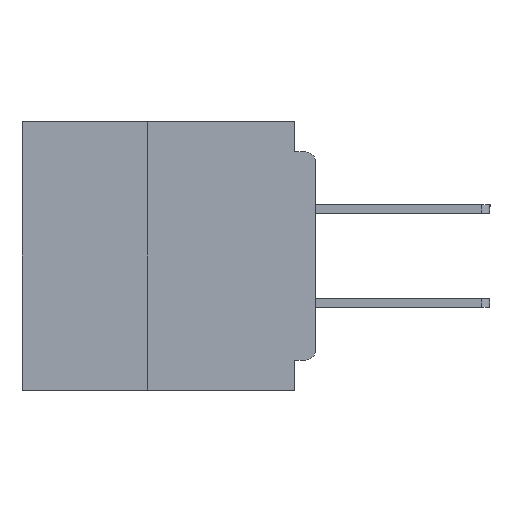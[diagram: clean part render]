
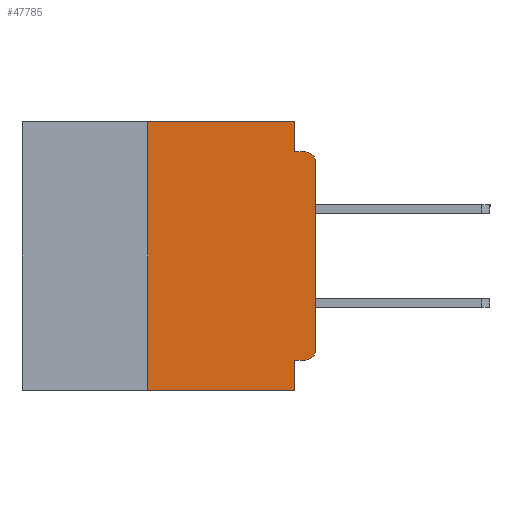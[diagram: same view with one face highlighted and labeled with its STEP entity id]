
A CAD part, left-side view. The second image highlights one B-rep face of the part: STEP entity #47785.
In plain terms, the highlighted planar face has unit normal (-1, 0, 0).
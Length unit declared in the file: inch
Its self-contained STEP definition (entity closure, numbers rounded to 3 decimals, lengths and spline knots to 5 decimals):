
#1699 = DIRECTION ( 'NONE',  ( -1., 0., 0. ) ) ;
#2098 = CARTESIAN_POINT ( 'NONE',  ( 0., 0.437, 0. ) ) ;
#2820 = CARTESIAN_POINT ( 'NONE',  ( 0., 0.25, -0.4 ) ) ;
#3293 = ORIENTED_EDGE ( 'NONE', *, *, #12840, .F. ) ;
#3853 = ORIENTED_EDGE ( 'NONE', *, *, #52617, .F. ) ;
#4267 = CARTESIAN_POINT ( 'NONE',  ( 0., 0.25, -0.4 ) ) ;
#4818 = VECTOR ( 'NONE', #66710, 39.37008 ) ;
#5111 = CARTESIAN_POINT ( 'NONE',  ( 0., 0., -0.355 ) ) ;
#6409 = VERTEX_POINT ( 'NONE', #11318 ) ;
#8158 = ORIENTED_EDGE ( 'NONE', *, *, #27361, .F. ) ;
#8975 = CARTESIAN_POINT ( 'NONE',  ( 0., 0., 0. ) ) ;
#9971 = VECTOR ( 'NONE', #39596, 39.37008 ) ;
#11318 = CARTESIAN_POINT ( 'NONE',  ( 0., 0.031, 0. ) ) ;
#11401 = FACE_OUTER_BOUND ( 'NONE', #37361, .T. ) ;
#11599 = CARTESIAN_POINT ( 'NONE',  ( 0., 0.437, 0. ) ) ;
#11689 = DIRECTION ( 'NONE',  ( -1., 0., 0. ) ) ;
#12840 = EDGE_CURVE ( 'NONE', #32195, #39552, #66840, .T. ) ;
#13346 = VERTEX_POINT ( 'NONE', #13644 ) ;
#13644 = CARTESIAN_POINT ( 'NONE',  ( 0., 0., -0.06 ) ) ;
#13700 = VERTEX_POINT ( 'NONE', #32319 ) ;
#14533 = VERTEX_POINT ( 'NONE', #55537 ) ;
#17365 = VECTOR ( 'NONE', #36572, 39.37008 ) ;
#18735 = LINE ( 'NONE', #8975, #4818 ) ;
#19644 = CARTESIAN_POINT ( 'NONE',  ( 0., 0.031, -0.045 ) ) ;
#21742 = VERTEX_POINT ( 'NONE', #31438 ) ;
#22083 = ORIENTED_EDGE ( 'NONE', *, *, #28803, .T. ) ;
#22095 = DIRECTION ( 'NONE',  ( 1., 0., 0. ) ) ;
#22910 = CIRCLE ( 'NONE', #65579, 0.015 ) ;
#22957 = LINE ( 'NONE', #55839, #47752 ) ;
#23088 = CIRCLE ( 'NONE', #46543, 0.015 ) ;
#24014 = DIRECTION ( 'NONE',  ( 0., -1., 0. ) ) ;
#24050 = LINE ( 'NONE', #2098, #62850 ) ;
#24524 = ORIENTED_EDGE ( 'NONE', *, *, #41991, .F. ) ;
#24744 = VECTOR ( 'NONE', #51549, 39.37008 ) ;
#25045 = LINE ( 'NONE', #32706, #65508 ) ;
#27361 = EDGE_CURVE ( 'NONE', #45730, #61948, #37914, .T. ) ;
#28073 = ORIENTED_EDGE ( 'NONE', *, *, #42942, .F. ) ;
#28803 = EDGE_CURVE ( 'NONE', #14533, #13346, #18735, .T. ) ;
#29665 = CARTESIAN_POINT ( 'NONE',  ( 0., 0.031, -0.4 ) ) ;
#30141 = CARTESIAN_POINT ( 'NONE',  ( 0., 0.25, 0. ) ) ;
#31438 = CARTESIAN_POINT ( 'NONE',  ( 0., 0.015, -0.355 ) ) ;
#32090 = ORIENTED_EDGE ( 'NONE', *, *, #47116, .T. ) ;
#32195 = VERTEX_POINT ( 'NONE', #19644 ) ;
#32319 = CARTESIAN_POINT ( 'NONE',  ( 0., 0.031, -0.355 ) ) ;
#32624 = CARTESIAN_POINT ( 'NONE',  ( 0., 0.031, -0.4 ) ) ;
#32706 = CARTESIAN_POINT ( 'NONE',  ( 0., 0.031, 0. ) ) ;
#33082 = CARTESIAN_POINT ( 'NONE',  ( 0., 0.015, -0.06 ) ) ;
#33301 = AXIS2_PLACEMENT_3D ( 'NONE', #11599, #22095, #58966 ) ;
#33688 = ORIENTED_EDGE ( 'NONE', *, *, #54607, .T. ) ;
#36572 = DIRECTION ( 'NONE',  ( 0., 1., 0. ) ) ;
#37361 = EDGE_LOOP ( 'NONE', ( #22083, #60190, #3293, #28073, #3853, #8158, #33688, #24524, #43926, #32090 ) ) ;
#37914 = LINE ( 'NONE', #2820, #9971 ) ;
#38453 = DIRECTION ( 'NONE',  ( 0., 0., -1. ) ) ;
#39552 = VERTEX_POINT ( 'NONE', #50599 ) ;
#39596 = DIRECTION ( 'NONE',  ( 0., 0., 1. ) ) ;
#41991 = EDGE_CURVE ( 'NONE', #13700, #50261, #54518, .T. ) ;
#42942 = EDGE_CURVE ( 'NONE', #6409, #32195, #25045, .T. ) ;
#43177 = CARTESIAN_POINT ( 'NONE',  ( 0., 0.015, -0.34 ) ) ;
#43926 = ORIENTED_EDGE ( 'NONE', *, *, #67977, .F. ) ;
#45730 = VERTEX_POINT ( 'NONE', #4267 ) ;
#46281 = CARTESIAN_POINT ( 'NONE',  ( 0., 0., -0.045 ) ) ;
#46543 = AXIS2_PLACEMENT_3D ( 'NONE', #33082, #1699, #38453 ) ;
#47116 = EDGE_CURVE ( 'NONE', #21742, #14533, #22910, .T. ) ;
#47752 = VECTOR ( 'NONE', #24014, 39.37008 ) ;
#47785 = ADVANCED_FACE ( 'NONE', ( #11401 ), #53696, .F. ) ;
#48488 = DIRECTION ( 'NONE',  ( 0., 0., -1. ) ) ;
#50261 = VERTEX_POINT ( 'NONE', #32624 ) ;
#50599 = CARTESIAN_POINT ( 'NONE',  ( 0., 0.015, -0.045 ) ) ;
#51549 = DIRECTION ( 'NONE',  ( 0., -1., 0. ) ) ;
#52617 = EDGE_CURVE ( 'NONE', #61948, #6409, #24050, .T. ) ;
#53696 = PLANE ( 'NONE',  #33301 ) ;
#53748 = EDGE_CURVE ( 'NONE', #13346, #39552, #23088, .T. ) ;
#54518 = LINE ( 'NONE', #29665, #65240 ) ;
#54607 = EDGE_CURVE ( 'NONE', #45730, #50261, #22957, .T. ) ;
#55537 = CARTESIAN_POINT ( 'NONE',  ( 0., 0., -0.34 ) ) ;
#55839 = CARTESIAN_POINT ( 'NONE',  ( 0., 0.437, -0.4 ) ) ;
#55988 = DIRECTION ( 'NONE',  ( 0., 0., -1. ) ) ;
#57719 = LINE ( 'NONE', #5111, #17365 ) ;
#58966 = DIRECTION ( 'NONE',  ( 0., 0., -1. ) ) ;
#59285 = DIRECTION ( 'NONE',  ( 0., 0., -1. ) ) ;
#60190 = ORIENTED_EDGE ( 'NONE', *, *, #53748, .T. ) ;
#61948 = VERTEX_POINT ( 'NONE', #30141 ) ;
#62850 = VECTOR ( 'NONE', #64910, 39.37008 ) ;
#64910 = DIRECTION ( 'NONE',  ( 0., -1., 0. ) ) ;
#65240 = VECTOR ( 'NONE', #55988, 39.37008 ) ;
#65508 = VECTOR ( 'NONE', #59285, 39.37008 ) ;
#65579 = AXIS2_PLACEMENT_3D ( 'NONE', #43177, #11689, #48488 ) ;
#66710 = DIRECTION ( 'NONE',  ( 0., 0., 1. ) ) ;
#66840 = LINE ( 'NONE', #46281, #24744 ) ;
#67977 = EDGE_CURVE ( 'NONE', #21742, #13700, #57719, .T. ) ;
